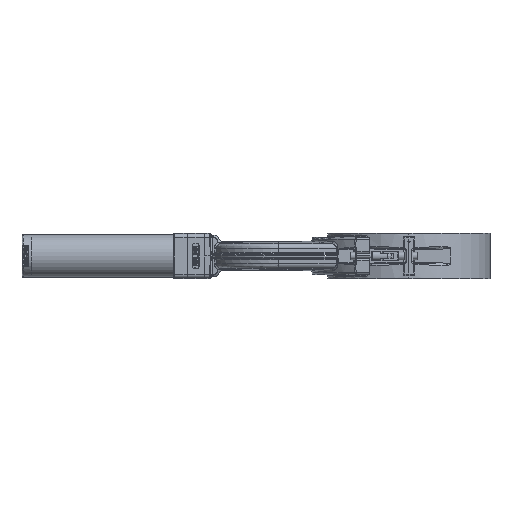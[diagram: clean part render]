
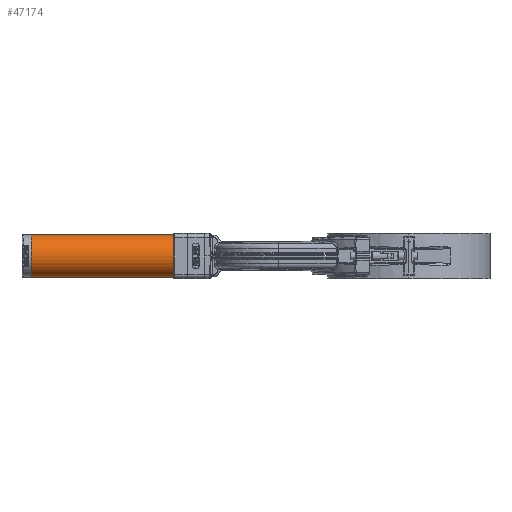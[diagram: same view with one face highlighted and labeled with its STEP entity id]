
A CAD part, left-side view. The second image highlights one B-rep face of the part: STEP entity #47174.
In plain terms, the highlighted cylindrical face has radius 37.5 mm (diameter 75 mm), a partial arc.
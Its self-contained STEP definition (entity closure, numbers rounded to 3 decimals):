
#4536 = EDGE_CURVE ( 'NONE', #21860, #37020, #16333, .T. ) ;
#5355 = CYLINDRICAL_SURFACE ( 'NONE', #51453, 37.5 ) ;
#5400 = DIRECTION ( 'NONE',  ( 0., 0., -1. ) ) ;
#5743 = DIRECTION ( 'NONE',  ( 0., 1., 0. ) ) ;
#9905 = VERTEX_POINT ( 'NONE', #34059 ) ;
#11199 = FACE_OUTER_BOUND ( 'NONE', #24744, .T. ) ;
#13725 = AXIS2_PLACEMENT_3D ( 'NONE', #18894, #62253, #25130 ) ;
#16333 = LINE ( 'NONE', #27035, #30900 ) ;
#17564 = DIRECTION ( 'NONE',  ( 0., -1., 0. ) ) ;
#18101 = CARTESIAN_POINT ( 'NONE',  ( 0., 400.64, -37.5 ) ) ;
#18894 = CARTESIAN_POINT ( 'NONE',  ( 0., 671.5, 0. ) ) ;
#19195 = CARTESIAN_POINT ( 'NONE',  ( 0., 400.64, 37.5 ) ) ;
#21860 = VERTEX_POINT ( 'NONE', #50159 ) ;
#23662 = EDGE_CURVE ( 'NONE', #21860, #9905, #64413, .T. ) ;
#24246 = LINE ( 'NONE', #62926, #55265 ) ;
#24744 = EDGE_LOOP ( 'NONE', ( #69594, #68526, #78522, #36192 ) ) ;
#25130 = DIRECTION ( 'NONE',  ( 0., 0., -1. ) ) ;
#27035 = CARTESIAN_POINT ( 'NONE',  ( 0., 393.5, 37.5 ) ) ;
#30900 = VECTOR ( 'NONE', #52506, 1000. ) ;
#34059 = CARTESIAN_POINT ( 'NONE',  ( 0., 671.5, -37.5 ) ) ;
#36192 = ORIENTED_EDGE ( 'NONE', *, *, #66377, .T. ) ;
#37020 = VERTEX_POINT ( 'NONE', #19195 ) ;
#42835 = CARTESIAN_POINT ( 'NONE',  ( 0., 400.64, 0. ) ) ;
#47174 = ADVANCED_FACE ( 'NONE', ( #11199 ), #5355, .T. ) ;
#47644 = VERTEX_POINT ( 'NONE', #18101 ) ;
#49082 = DIRECTION ( 'NONE',  ( 0., 0., -1. ) ) ;
#50159 = CARTESIAN_POINT ( 'NONE',  ( 0., 671.5, 37.5 ) ) ;
#51453 = AXIS2_PLACEMENT_3D ( 'NONE', #54697, #17564, #5400 ) ;
#51992 = EDGE_CURVE ( 'NONE', #9905, #47644, #24246, .T. ) ;
#52506 = DIRECTION ( 'NONE',  ( 0., -1., 0. ) ) ;
#54697 = CARTESIAN_POINT ( 'NONE',  ( 0., 393.5, 0. ) ) ;
#55265 = VECTOR ( 'NONE', #70898, 1000. ) ;
#62253 = DIRECTION ( 'NONE',  ( 0., -1., 0. ) ) ;
#62926 = CARTESIAN_POINT ( 'NONE',  ( 0., 393.5, -37.5 ) ) ;
#64413 = CIRCLE ( 'NONE', #13725, 37.5 ) ;
#66377 = EDGE_CURVE ( 'NONE', #47644, #37020, #69625, .T. ) ;
#68526 = ORIENTED_EDGE ( 'NONE', *, *, #23662, .T. ) ;
#69594 = ORIENTED_EDGE ( 'NONE', *, *, #4536, .F. ) ;
#69625 = CIRCLE ( 'NONE', #72439, 37.5 ) ;
#70898 = DIRECTION ( 'NONE',  ( 0., -1., 0. ) ) ;
#72439 = AXIS2_PLACEMENT_3D ( 'NONE', #42835, #5743, #49082 ) ;
#78522 = ORIENTED_EDGE ( 'NONE', *, *, #51992, .T. ) ;
